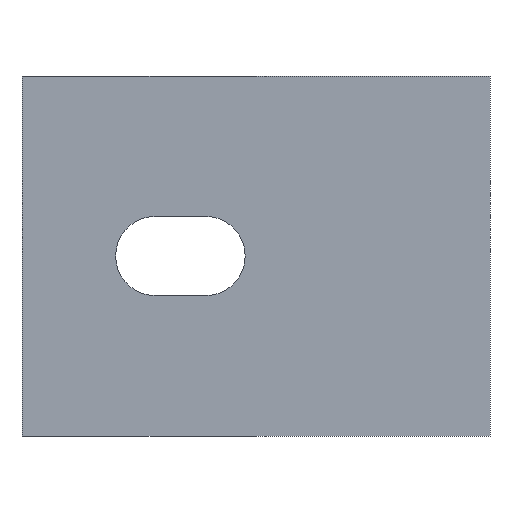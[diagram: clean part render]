
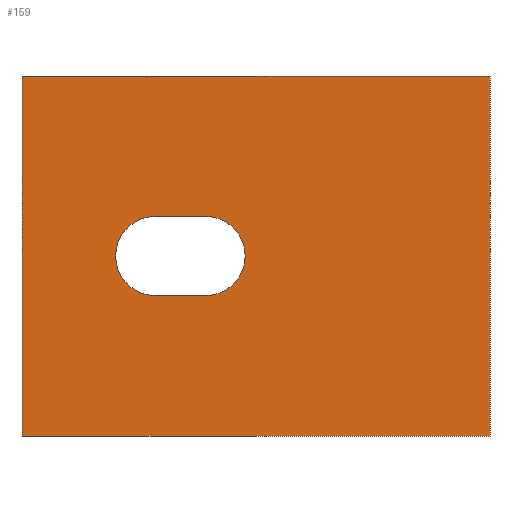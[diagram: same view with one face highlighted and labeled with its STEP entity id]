
A CAD part, left-side view. The second image highlights one B-rep face of the part: STEP entity #159.
In plain terms, the highlighted face is planar.
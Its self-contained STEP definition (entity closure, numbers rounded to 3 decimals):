
#2=CARTESIAN_POINT('',(51.,61.5,0.));
#3=DIRECTION('',(0.,0.,1.));
#4=DIRECTION('',(-1.,0.,0.));
#5=AXIS2_PLACEMENT_3D('',#2,#3,#4);
#7=CARTESIAN_POINT('',(51.,68.5,0.));
#8=DIRECTION('',(0.,0.,1.));
#9=DIRECTION('',(1.,0.,0.));
#10=AXIS2_PLACEMENT_3D('',#7,#8,#9);
#12=DIRECTION('',(-1.,0.,0.));
#13=VECTOR('',#12,50.);
#14=CARTESIAN_POINT('',(76.,87.,0.));
#15=LINE('',#14,#13);
#20=DIRECTION('',(0.,1.,0.));
#21=VECTOR('',#20,65.);
#22=CARTESIAN_POINT('',(76.,22.,0.));
#23=LINE('',#22,#21);
#28=DIRECTION('',(1.,0.,0.));
#29=VECTOR('',#28,50.);
#30=CARTESIAN_POINT('',(26.,22.,0.));
#31=LINE('',#30,#29);
#36=DIRECTION('',(0.,-1.,0.));
#37=VECTOR('',#36,65.);
#38=CARTESIAN_POINT('',(26.,87.,0.));
#39=LINE('',#38,#37);
#78=DIRECTION('',(0.,-1.,0.));
#79=VECTOR('',#78,7.);
#80=CARTESIAN_POINT('',(56.5,68.5,0.));
#81=LINE('',#80,#79);
#90=DIRECTION('',(0.,1.,0.));
#91=VECTOR('',#90,7.);
#92=CARTESIAN_POINT('',(45.5,61.5,0.));
#93=LINE('',#92,#91);
#102=CARTESIAN_POINT('',(26.,87.,0.));
#103=CARTESIAN_POINT('',(26.,22.,0.));
#104=VERTEX_POINT('',#102);
#105=VERTEX_POINT('',#103);
#106=CARTESIAN_POINT('',(76.,22.,0.));
#107=VERTEX_POINT('',#106);
#108=CARTESIAN_POINT('',(76.,87.,0.));
#109=VERTEX_POINT('',#108);
#110=CARTESIAN_POINT('',(45.5,61.5,0.));
#111=CARTESIAN_POINT('',(56.5,61.5,0.));
#112=VERTEX_POINT('',#110);
#113=VERTEX_POINT('',#111);
#114=CARTESIAN_POINT('',(45.5,68.5,0.));
#115=VERTEX_POINT('',#114);
#116=CARTESIAN_POINT('',(56.5,68.5,0.));
#117=VERTEX_POINT('',#116);
#134=CARTESIAN_POINT('',(0.,0.,0.));
#135=DIRECTION('',(0.,0.,1.));
#136=DIRECTION('',(1.,0.,0.));
#137=AXIS2_PLACEMENT_3D('',#134,#135,#136);
#138=PLANE('',#137);
#140=ORIENTED_EDGE('',*,*,#139,.T.);
#142=ORIENTED_EDGE('',*,*,#141,.T.);
#144=ORIENTED_EDGE('',*,*,#143,.T.);
#146=ORIENTED_EDGE('',*,*,#145,.T.);
#147=EDGE_LOOP('',(#140,#142,#144,#146));
#148=FACE_OUTER_BOUND('',#147,.F.);
#150=ORIENTED_EDGE('',*,*,#149,.T.);
#152=ORIENTED_EDGE('',*,*,#151,.F.);
#154=ORIENTED_EDGE('',*,*,#153,.T.);
#156=ORIENTED_EDGE('',*,*,#155,.F.);
#157=EDGE_LOOP('',(#150,#152,#154,#156));
#158=FACE_BOUND('',#157,.F.);
#159=ADVANCED_FACE('',(#148,#158),#138,.F.);
#6=CIRCLE('',#5,5.5);
#11=CIRCLE('',#10,5.5);
#139=EDGE_CURVE('',#109,#104,#15,.T.);
#141=EDGE_CURVE('',#104,#105,#39,.T.);
#143=EDGE_CURVE('',#105,#107,#31,.T.);
#145=EDGE_CURVE('',#107,#109,#23,.T.);
#149=EDGE_CURVE('',#117,#113,#81,.T.);
#151=EDGE_CURVE('',#112,#113,#6,.T.);
#153=EDGE_CURVE('',#112,#115,#93,.T.);
#155=EDGE_CURVE('',#117,#115,#11,.T.);
